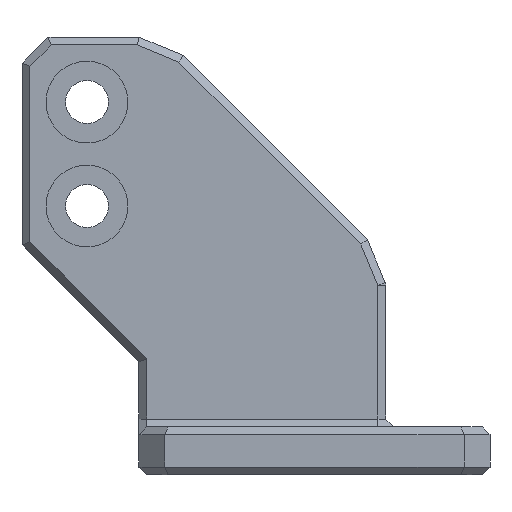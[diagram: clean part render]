
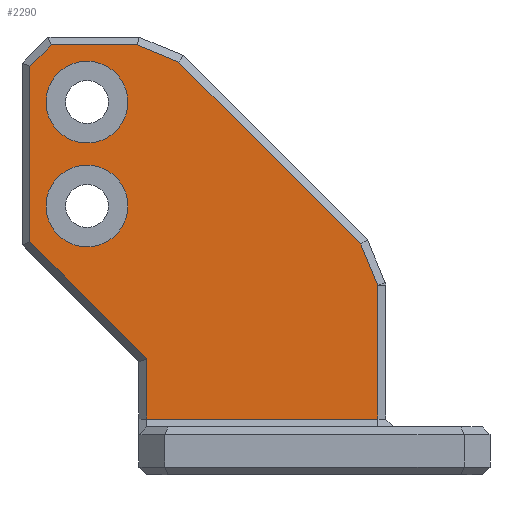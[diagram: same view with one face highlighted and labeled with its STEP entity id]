
A CAD part, front view. The second image highlights one B-rep face of the part: STEP entity #2290.
In plain terms, the highlighted planar face has unit normal (0, -1, 0).
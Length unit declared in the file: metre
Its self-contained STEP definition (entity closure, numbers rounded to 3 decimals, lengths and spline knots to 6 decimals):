
#99=CIRCLE('',#2478,0.00315);
#100=CIRCLE('',#2479,0.00315);
#432=ORIENTED_EDGE('',*,*,#972,.T.);
#433=ORIENTED_EDGE('',*,*,#973,.T.);
#434=ORIENTED_EDGE('',*,*,#974,.T.);
#435=ORIENTED_EDGE('',*,*,#975,.T.);
#436=ORIENTED_EDGE('',*,*,#976,.T.);
#437=ORIENTED_EDGE('',*,*,#977,.T.);
#438=ORIENTED_EDGE('',*,*,#978,.T.);
#439=ORIENTED_EDGE('',*,*,#979,.T.);
#440=ORIENTED_EDGE('',*,*,#980,.T.);
#441=ORIENTED_EDGE('',*,*,#981,.T.);
#442=ORIENTED_EDGE('',*,*,#982,.T.);
#443=ORIENTED_EDGE('',*,*,#983,.T.);
#972=EDGE_CURVE('',#1254,#1255,#1451,.T.);
#973=EDGE_CURVE('',#1255,#1256,#1452,.T.);
#974=EDGE_CURVE('',#1256,#1257,#1453,.T.);
#975=EDGE_CURVE('',#1257,#1258,#1454,.T.);
#976=EDGE_CURVE('',#1258,#1259,#1455,.T.);
#977=EDGE_CURVE('',#1259,#1260,#1456,.T.);
#978=EDGE_CURVE('',#1260,#1261,#1457,.T.);
#979=EDGE_CURVE('',#1261,#1262,#1458,.T.);
#980=EDGE_CURVE('',#1262,#1263,#1459,.T.);
#981=EDGE_CURVE('',#1263,#1254,#1460,.T.);
#982=EDGE_CURVE('',#1264,#1264,#99,.T.);
#983=EDGE_CURVE('',#1265,#1265,#100,.T.);
#1254=VERTEX_POINT('',#3669);
#1255=VERTEX_POINT('',#3670);
#1256=VERTEX_POINT('',#3672);
#1257=VERTEX_POINT('',#3674);
#1258=VERTEX_POINT('',#3676);
#1259=VERTEX_POINT('',#3678);
#1260=VERTEX_POINT('',#3680);
#1261=VERTEX_POINT('',#3682);
#1262=VERTEX_POINT('',#3684);
#1263=VERTEX_POINT('',#3686);
#1264=VERTEX_POINT('',#3689);
#1265=VERTEX_POINT('',#3691);
#1451=LINE('',#3668,#1709);
#1452=LINE('',#3671,#1710);
#1453=LINE('',#3673,#1711);
#1454=LINE('',#3675,#1712);
#1455=LINE('',#3677,#1713);
#1456=LINE('',#3679,#1714);
#1457=LINE('',#3681,#1715);
#1458=LINE('',#3683,#1716);
#1459=LINE('',#3685,#1717);
#1460=LINE('',#3687,#1718);
#1709=VECTOR('',#2906,1.);
#1710=VECTOR('',#2907,1.);
#1711=VECTOR('',#2908,1.);
#1712=VECTOR('',#2909,1.);
#1713=VECTOR('',#2910,1.);
#1714=VECTOR('',#2911,1.);
#1715=VECTOR('',#2912,1.);
#1716=VECTOR('',#2913,1.);
#1717=VECTOR('',#2914,1.);
#1718=VECTOR('',#2915,1.);
#1887=EDGE_LOOP('',(#432,#433,#434,#435,#436,#437,#438,#439,#440,#441));
#1888=EDGE_LOOP('',(#442));
#1889=EDGE_LOOP('',(#443));
#2038=FACE_BOUND('',#1887,.T.);
#2039=FACE_BOUND('',#1888,.T.);
#2040=FACE_BOUND('',#1889,.T.);
#2168=PLANE('',#2477);
#2290=ADVANCED_FACE('',(#2038,#2039,#2040),#2168,.F.);
#2477=AXIS2_PLACEMENT_3D('',#3667,#2904,#2905);
#2478=AXIS2_PLACEMENT_3D('',#3688,#2916,#2917);
#2479=AXIS2_PLACEMENT_3D('',#3690,#2918,#2919);
#2904=DIRECTION('',(0.,1.,0.));
#2905=DIRECTION('',(0.,0.,1.));
#2906=DIRECTION('',(0.,0.,-1.));
#2907=DIRECTION('',(1.,0.,0.));
#2908=DIRECTION('',(0.,0.,1.));
#2909=DIRECTION('',(-0.383,0.,0.924));
#2910=DIRECTION('',(-0.707,0.,0.707));
#2911=DIRECTION('',(-0.924,0.,0.383));
#2912=DIRECTION('',(-1.,0.,0.));
#2913=DIRECTION('',(-0.707,0.,-0.707));
#2914=DIRECTION('',(0.,0.,-1.));
#2915=DIRECTION('',(0.707,0.,-0.707));
#2916=DIRECTION('',(0.,1.,0.));
#2917=DIRECTION('',(0.,0.,1.));
#2918=DIRECTION('',(0.,1.,0.));
#2919=DIRECTION('',(0.,0.,1.));
#3667=CARTESIAN_POINT('',(-0.004015,-0.00425,0.0337));
#3668=CARTESIAN_POINT('',(-0.012915,-0.00425,0.0337));
#3669=CARTESIAN_POINT('',(-0.012915,-0.00425,0.008949));
#3670=CARTESIAN_POINT('',(-0.012915,-0.00425,0.0043));
#3671=CARTESIAN_POINT('',(-0.004015,-0.00425,0.0043));
#3672=CARTESIAN_POINT('',(0.004885,-0.00425,0.0043));
#3673=CARTESIAN_POINT('',(0.004885,-0.00425,0.0337));
#3674=CARTESIAN_POINT('',(0.004885,-0.00425,0.014581));
#3675=CARTESIAN_POINT('',(0.003516,-0.00425,0.017885));
#3676=CARTESIAN_POINT('',(0.003562,-0.00425,0.017774));
#3677=CARTESIAN_POINT('',(-0.010525,-0.00425,0.031862));
#3678=CARTESIAN_POINT('',(-0.010441,-0.00425,0.031777));
#3679=CARTESIAN_POINT('',(-0.013745,-0.00425,0.033146));
#3680=CARTESIAN_POINT('',(-0.013634,-0.00425,0.0331));
#3681=CARTESIAN_POINT('',(-0.020515,-0.00425,0.0331));
#3682=CARTESIAN_POINT('',(-0.020266,-0.00425,0.0331));
#3683=CARTESIAN_POINT('',(-0.022091,-0.00425,0.031276));
#3684=CARTESIAN_POINT('',(-0.021915,-0.00425,0.031451));
#3685=CARTESIAN_POINT('',(-0.021915,-0.00425,0.0177));
#3686=CARTESIAN_POINT('',(-0.021915,-0.00425,0.017949));
#3687=CARTESIAN_POINT('',(-0.020841,-0.00425,0.016874));
#3688=CARTESIAN_POINT('',(-0.017515,-0.00425,0.0287));
#3689=CARTESIAN_POINT('',(-0.017515,-0.00425,0.03185));
#3690=CARTESIAN_POINT('',(-0.017515,-0.00425,0.0207));
#3691=CARTESIAN_POINT('',(-0.017515,-0.00425,0.02385));
